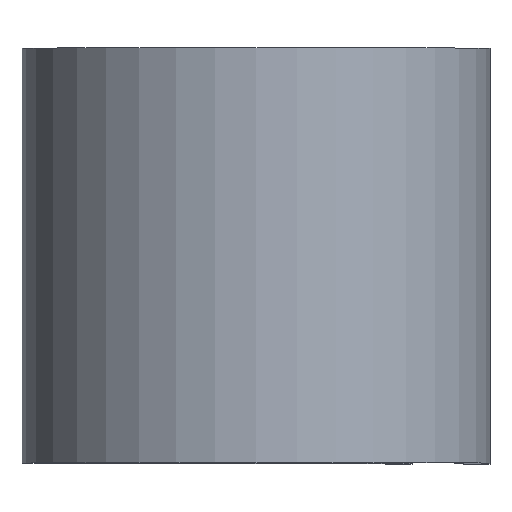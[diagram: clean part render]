
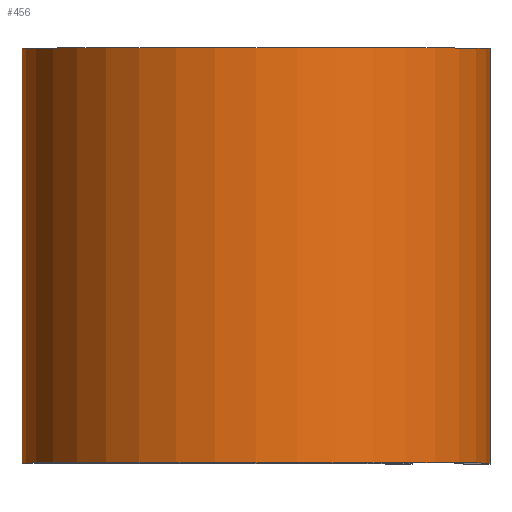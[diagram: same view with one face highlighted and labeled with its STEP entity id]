
A CAD part, top view. The second image highlights one B-rep face of the part: STEP entity #456.
In plain terms, the highlighted cylindrical face has radius 7.163 mm (diameter 14.326 mm), a partial arc.
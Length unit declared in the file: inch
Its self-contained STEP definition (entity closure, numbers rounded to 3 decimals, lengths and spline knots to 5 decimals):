
#5 = FACE_OUTER_BOUND ( 'NONE', #381, .T. ) ;
#63 = CYLINDRICAL_SURFACE ( 'NONE', #115, 0.282 ) ;
#69 = CARTESIAN_POINT ( 'NONE',  ( 0.282, 0.25, 0. ) ) ;
#79 = VERTEX_POINT ( 'NONE', #69 ) ;
#112 = CARTESIAN_POINT ( 'NONE',  ( 0., 0.25, 0. ) ) ;
#115 = AXIS2_PLACEMENT_3D ( 'NONE', #112, #542, #498 ) ;
#122 = CIRCLE ( 'NONE', #399, 0.282 ) ;
#148 = CARTESIAN_POINT ( 'NONE',  ( 0., 0.25, -0.282 ) ) ;
#155 = VECTOR ( 'NONE', #279, 39.37008 ) ;
#191 = DIRECTION ( 'NONE',  ( 0., -1., 0. ) ) ;
#195 = ORIENTED_EDGE ( 'NONE', *, *, #280, .T. ) ;
#217 = AXIS2_PLACEMENT_3D ( 'NONE', #632, #380, #615 ) ;
#219 = CARTESIAN_POINT ( 'NONE',  ( 0., 0.25, -0.282 ) ) ;
#223 = EDGE_CURVE ( 'NONE', #328, #458, #122, .T. ) ;
#233 = CARTESIAN_POINT ( 'NONE',  ( 0., -0.25, 0. ) ) ;
#240 = LINE ( 'NONE', #532, #250 ) ;
#250 = VECTOR ( 'NONE', #191, 39.37008 ) ;
#270 = DIRECTION ( 'NONE',  ( 1., 0., 0. ) ) ;
#276 = ORIENTED_EDGE ( 'NONE', *, *, #573, .F. ) ;
#279 = DIRECTION ( 'NONE',  ( 0., -1., 0. ) ) ;
#280 = EDGE_CURVE ( 'NONE', #356, #328, #620, .T. ) ;
#316 = DIRECTION ( 'NONE',  ( 0., 1., 0. ) ) ;
#328 = VERTEX_POINT ( 'NONE', #474 ) ;
#347 = CARTESIAN_POINT ( 'NONE',  ( 0.282, -0.25, 0. ) ) ;
#351 = ORIENTED_EDGE ( 'NONE', *, *, #223, .T. ) ;
#356 = VERTEX_POINT ( 'NONE', #148 ) ;
#380 = DIRECTION ( 'NONE',  ( 0., 1., 0. ) ) ;
#381 = EDGE_LOOP ( 'NONE', ( #351, #509, #276, #195 ) ) ;
#399 = AXIS2_PLACEMENT_3D ( 'NONE', #233, #316, #270 ) ;
#423 = CIRCLE ( 'NONE', #217, 0.282 ) ;
#456 = ADVANCED_FACE ( 'NONE', ( #5 ), #63, .T. ) ;
#458 = VERTEX_POINT ( 'NONE', #347 ) ;
#474 = CARTESIAN_POINT ( 'NONE',  ( 0., -0.25, -0.282 ) ) ;
#485 = EDGE_CURVE ( 'NONE', #79, #458, #240, .T. ) ;
#498 = DIRECTION ( 'NONE',  ( 0., 0., -1. ) ) ;
#509 = ORIENTED_EDGE ( 'NONE', *, *, #485, .F. ) ;
#532 = CARTESIAN_POINT ( 'NONE',  ( 0.282, 0.25, 0. ) ) ;
#542 = DIRECTION ( 'NONE',  ( 0., -1., 0. ) ) ;
#573 = EDGE_CURVE ( 'NONE', #356, #79, #423, .T. ) ;
#615 = DIRECTION ( 'NONE',  ( 1., 0., 0. ) ) ;
#620 = LINE ( 'NONE', #219, #155 ) ;
#632 = CARTESIAN_POINT ( 'NONE',  ( 0., 0.25, 0. ) ) ;
